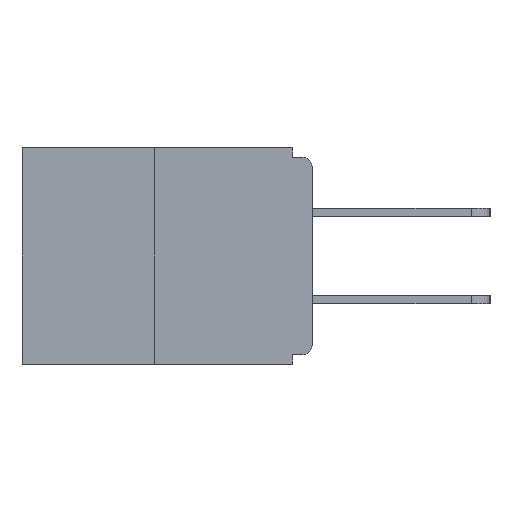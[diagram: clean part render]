
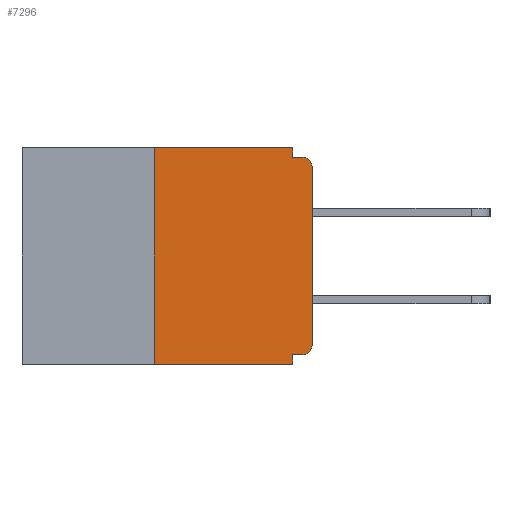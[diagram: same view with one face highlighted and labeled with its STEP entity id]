
A CAD part, left-side view. The second image highlights one B-rep face of the part: STEP entity #7296.
In plain terms, the highlighted planar face has unit normal (-1, 0, 0).
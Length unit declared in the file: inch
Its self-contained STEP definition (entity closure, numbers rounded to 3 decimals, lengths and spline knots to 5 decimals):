
#41 = VECTOR ( 'NONE', #11708, 39.37008 ) ;
#192 = CARTESIAN_POINT ( 'NONE',  ( 0., 0.46, -0.343 ) ) ;
#219 = CARTESIAN_POINT ( 'NONE',  ( 0., 0.46, 0. ) ) ;
#368 = DIRECTION ( 'NONE',  ( -1., 0., 0. ) ) ;
#519 = CARTESIAN_POINT ( 'NONE',  ( 0., 0.031, -0.328 ) ) ;
#649 = EDGE_CURVE ( 'NONE', #11264, #4686, #11706, .T. ) ;
#1015 = CARTESIAN_POINT ( 'NONE',  ( 0., 0.015, -0.03 ) ) ;
#1049 = CARTESIAN_POINT ( 'NONE',  ( 0., 0.031, -0.343 ) ) ;
#1150 = EDGE_CURVE ( 'NONE', #9054, #6682, #4565, .T. ) ;
#1381 = VECTOR ( 'NONE', #9275, 39.37008 ) ;
#1590 = EDGE_LOOP ( 'NONE', ( #4236, #5221, #4568, #6533, #10124, #7643, #7641, #11906, #5839, #11091 ) ) ;
#1685 = LINE ( 'NONE', #11238, #1381 ) ;
#1915 = VECTOR ( 'NONE', #10874, 39.37008 ) ;
#2024 = EDGE_CURVE ( 'NONE', #10323, #9054, #1685, .T. ) ;
#2106 = FACE_OUTER_BOUND ( 'NONE', #1590, .T. ) ;
#2164 = CARTESIAN_POINT ( 'NONE',  ( 0., 0.031, 0. ) ) ;
#2618 = VECTOR ( 'NONE', #9939, 39.37008 ) ;
#2782 = CARTESIAN_POINT ( 'NONE',  ( 0., 0., 0. ) ) ;
#2919 = DIRECTION ( 'NONE',  ( 0., 0., 1. ) ) ;
#3027 = DIRECTION ( 'NONE',  ( -1., 0., 0. ) ) ;
#3076 = DIRECTION ( 'NONE',  ( 0., 0., -1. ) ) ;
#3338 = CARTESIAN_POINT ( 'NONE',  ( 0., 0.031, -0.343 ) ) ;
#3932 = EDGE_CURVE ( 'NONE', #4849, #8239, #7752, .T. ) ;
#4025 = AXIS2_PLACEMENT_3D ( 'NONE', #1015, #3027, #10030 ) ;
#4236 = ORIENTED_EDGE ( 'NONE', *, *, #2024, .F. ) ;
#4565 = LINE ( 'NONE', #2164, #10156 ) ;
#4568 = ORIENTED_EDGE ( 'NONE', *, *, #6799, .T. ) ;
#4686 = VERTEX_POINT ( 'NONE', #9335 ) ;
#4849 = VERTEX_POINT ( 'NONE', #519 ) ;
#5199 = AXIS2_PLACEMENT_3D ( 'NONE', #219, #9153, #3076 ) ;
#5221 = ORIENTED_EDGE ( 'NONE', *, *, #6702, .F. ) ;
#5531 = CIRCLE ( 'NONE', #7791, 0.015 ) ;
#5654 = CARTESIAN_POINT ( 'NONE',  ( 0., 0.25, 0. ) ) ;
#5828 = CARTESIAN_POINT ( 'NONE',  ( 0., 0.015, -0.015 ) ) ;
#5839 = ORIENTED_EDGE ( 'NONE', *, *, #10776, .F. ) ;
#6013 = DIRECTION ( 'NONE',  ( 0., -1., 0. ) ) ;
#6533 = ORIENTED_EDGE ( 'NONE', *, *, #3932, .F. ) ;
#6603 = VERTEX_POINT ( 'NONE', #11445 ) ;
#6682 = VERTEX_POINT ( 'NONE', #10925 ) ;
#6702 = EDGE_CURVE ( 'NONE', #11556, #10323, #8510, .T. ) ;
#6799 = EDGE_CURVE ( 'NONE', #11556, #8239, #12211, .T. ) ;
#7296 = ADVANCED_FACE ( 'NONE', ( #2106 ), #10085, .F. ) ;
#7624 = CARTESIAN_POINT ( 'NONE',  ( 0., 0.031, 0. ) ) ;
#7641 = ORIENTED_EDGE ( 'NONE', *, *, #649, .T. ) ;
#7643 = ORIENTED_EDGE ( 'NONE', *, *, #8127, .T. ) ;
#7664 = VERTEX_POINT ( 'NONE', #5828 ) ;
#7752 = LINE ( 'NONE', #1049, #2618 ) ;
#7791 = AXIS2_PLACEMENT_3D ( 'NONE', #12250, #368, #11188 ) ;
#7820 = VECTOR ( 'NONE', #10408, 39.37008 ) ;
#8105 = EDGE_CURVE ( 'NONE', #4686, #7664, #8622, .T. ) ;
#8127 = EDGE_CURVE ( 'NONE', #6603, #11264, #5531, .T. ) ;
#8239 = VERTEX_POINT ( 'NONE', #3338 ) ;
#8510 = LINE ( 'NONE', #9753, #12363 ) ;
#8622 = CIRCLE ( 'NONE', #4025, 0.015 ) ;
#8721 = CARTESIAN_POINT ( 'NONE',  ( 0., 0., -0.015 ) ) ;
#9054 = VERTEX_POINT ( 'NONE', #7624 ) ;
#9153 = DIRECTION ( 'NONE',  ( 1., 0., 0. ) ) ;
#9275 = DIRECTION ( 'NONE',  ( 0., -1., 0. ) ) ;
#9335 = CARTESIAN_POINT ( 'NONE',  ( 0., 0., -0.03 ) ) ;
#9753 = CARTESIAN_POINT ( 'NONE',  ( 0., 0.25, 0. ) ) ;
#9939 = DIRECTION ( 'NONE',  ( 0., 0., -1. ) ) ;
#10030 = DIRECTION ( 'NONE',  ( 0., 0., -1. ) ) ;
#10085 = PLANE ( 'NONE',  #5199 ) ;
#10124 = ORIENTED_EDGE ( 'NONE', *, *, #11094, .F. ) ;
#10143 = CARTESIAN_POINT ( 'NONE',  ( 0., 0.25, -0.343 ) ) ;
#10156 = VECTOR ( 'NONE', #11925, 39.37008 ) ;
#10323 = VERTEX_POINT ( 'NONE', #5654 ) ;
#10325 = CARTESIAN_POINT ( 'NONE',  ( 0., 0., -0.328 ) ) ;
#10408 = DIRECTION ( 'NONE',  ( 0., 1., 0. ) ) ;
#10455 = LINE ( 'NONE', #10325, #7820 ) ;
#10611 = LINE ( 'NONE', #8721, #41 ) ;
#10776 = EDGE_CURVE ( 'NONE', #6682, #7664, #10611, .T. ) ;
#10874 = DIRECTION ( 'NONE',  ( 0., 0., 1. ) ) ;
#10925 = CARTESIAN_POINT ( 'NONE',  ( 0., 0.031, -0.015 ) ) ;
#11091 = ORIENTED_EDGE ( 'NONE', *, *, #1150, .F. ) ;
#11094 = EDGE_CURVE ( 'NONE', #6603, #4849, #10455, .T. ) ;
#11188 = DIRECTION ( 'NONE',  ( 0., 0., -1. ) ) ;
#11238 = CARTESIAN_POINT ( 'NONE',  ( 0., 0.46, 0. ) ) ;
#11264 = VERTEX_POINT ( 'NONE', #11614 ) ;
#11445 = CARTESIAN_POINT ( 'NONE',  ( 0., 0.015, -0.328 ) ) ;
#11556 = VERTEX_POINT ( 'NONE', #10143 ) ;
#11608 = VECTOR ( 'NONE', #6013, 39.37008 ) ;
#11614 = CARTESIAN_POINT ( 'NONE',  ( 0., 0., -0.313 ) ) ;
#11706 = LINE ( 'NONE', #2782, #1915 ) ;
#11708 = DIRECTION ( 'NONE',  ( 0., -1., 0. ) ) ;
#11906 = ORIENTED_EDGE ( 'NONE', *, *, #8105, .T. ) ;
#11925 = DIRECTION ( 'NONE',  ( 0., 0., -1. ) ) ;
#12211 = LINE ( 'NONE', #192, #11608 ) ;
#12250 = CARTESIAN_POINT ( 'NONE',  ( 0., 0.015, -0.313 ) ) ;
#12363 = VECTOR ( 'NONE', #2919, 39.37008 ) ;
